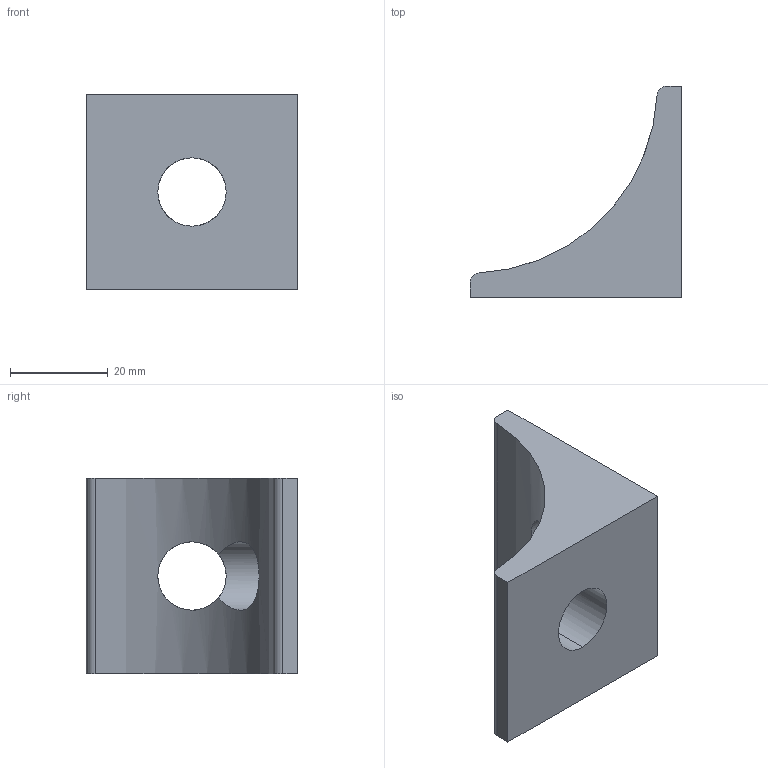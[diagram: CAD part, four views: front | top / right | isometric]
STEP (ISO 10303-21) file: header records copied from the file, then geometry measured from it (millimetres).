
FILE_DESCRIPTION (( 'STEP AP214' ), '1' );
FILE_NAME ('AL-310.1200A.01.STEP', '2019-10-22T07:24:40', ( '' ), ( '' ), 'SwSTEP 2.0', 'SolidWorks 2018', '' );
FILE_SCHEMA (( 'AUTOMOTIVE_DESIGN' ));
Length unit declared in the file: millimetre
Products named in the file (1): AL-310.1200A.01
Bounding box: 43.3 x 43.3 x 40 mm (x, y, z)
Volume: 25179.1 mm3; surface area: 8029.5 mm2
Topology: 1 solids, 1 shells, 13 faces, 36 edges, 24 vertices
Faces by surface type: cylinder 7, plane 6
Entity records: 576 total; most frequent: CARTESIAN_POINT 203, ORIENTED_EDGE 72, DIRECTION 67, EDGE_CURVE 36, AXIS2_PLACEMENT_3D 24, VERTEX_POINT 24, VECTOR 19, LINE 19
